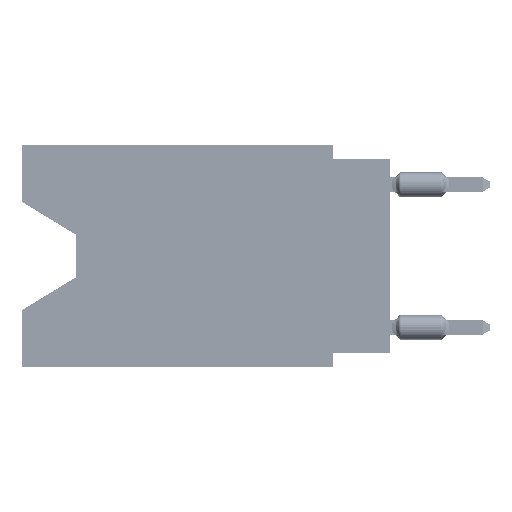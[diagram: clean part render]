
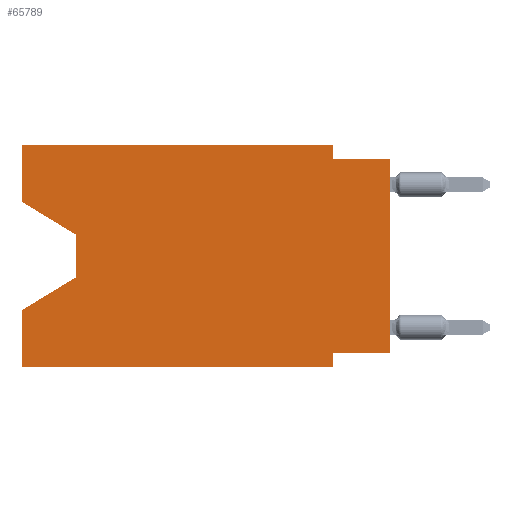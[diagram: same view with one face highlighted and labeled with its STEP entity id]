
A CAD part, left-side view. The second image highlights one B-rep face of the part: STEP entity #65789.
In plain terms, the highlighted planar face has unit normal (-1, 0, 0).
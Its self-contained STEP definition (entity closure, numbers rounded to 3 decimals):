
#255 = EDGE_CURVE ( 'NONE', #53509, #5310, #31803, .T. ) ;
#1370 = DIRECTION ( 'NONE',  ( 0., 0.855, -0.519 ) ) ;
#1414 = CARTESIAN_POINT ( 'NONE',  ( 0., 2.54, 0. ) ) ;
#1632 = CARTESIAN_POINT ( 'NONE',  ( 0., 13.97, -4.013 ) ) ;
#1925 = ORIENTED_EDGE ( 'NONE', *, *, #61522, .F. ) ;
#1991 = VECTOR ( 'NONE', #34524, 1000. ) ;
#4413 = CARTESIAN_POINT ( 'NONE',  ( 0., 0., -9.271 ) ) ;
#4574 = DIRECTION ( 'NONE',  ( 0., 0., 1. ) ) ;
#5310 = VERTEX_POINT ( 'NONE', #53988 ) ;
#5739 = DIRECTION ( 'NONE',  ( 0., -1., 0. ) ) ;
#5982 = VECTOR ( 'NONE', #19104, 1000. ) ;
#7547 = VERTEX_POINT ( 'NONE', #25401 ) ;
#7879 = VECTOR ( 'NONE', #24600, 1000. ) ;
#8228 = LINE ( 'NONE', #23899, #7879 ) ;
#8543 = VECTOR ( 'NONE', #20088, 1000. ) ;
#9317 = CARTESIAN_POINT ( 'NONE',  ( 0., 16.383, 0. ) ) ;
#9346 = CARTESIAN_POINT ( 'NONE',  ( 0., 13.97, -5.893 ) ) ;
#9931 = CARTESIAN_POINT ( 'NONE',  ( 0., 0., 0. ) ) ;
#10147 = EDGE_CURVE ( 'NONE', #7547, #48496, #49480, .T. ) ;
#10439 = LINE ( 'NONE', #48195, #28695 ) ;
#12139 = DIRECTION ( 'NONE',  ( 0., 0., -1. ) ) ;
#12214 = CARTESIAN_POINT ( 'NONE',  ( 0., 16.383, 0. ) ) ;
#12443 = EDGE_CURVE ( 'NONE', #7547, #64161, #10439, .T. ) ;
#12962 = ORIENTED_EDGE ( 'NONE', *, *, #52082, .F. ) ;
#14738 = DIRECTION ( 'NONE',  ( 0., -0.855, -0.519 ) ) ;
#15501 = ORIENTED_EDGE ( 'NONE', *, *, #10147, .F. ) ;
#15569 = VECTOR ( 'NONE', #34424, 1000. ) ;
#16083 = VERTEX_POINT ( 'NONE', #59399 ) ;
#19104 = DIRECTION ( 'NONE',  ( 0., -1., 0. ) ) ;
#20088 = DIRECTION ( 'NONE',  ( 0., 1., 0. ) ) ;
#20422 = CARTESIAN_POINT ( 'NONE',  ( 0., 16.383, -9.906 ) ) ;
#20910 = VECTOR ( 'NONE', #68655, 1000. ) ;
#22478 = ORIENTED_EDGE ( 'NONE', *, *, #68686, .T. ) ;
#22702 = LINE ( 'NONE', #28734, #15569 ) ;
#22887 = CARTESIAN_POINT ( 'NONE',  ( 0., 2.54, -0.635 ) ) ;
#22889 = LINE ( 'NONE', #12214, #66476 ) ;
#23899 = CARTESIAN_POINT ( 'NONE',  ( 0., 13.97, -4.013 ) ) ;
#24600 = DIRECTION ( 'NONE',  ( 0., 0., -1. ) ) ;
#24667 = EDGE_CURVE ( 'NONE', #64161, #56582, #8228, .T. ) ;
#25387 = VERTEX_POINT ( 'NONE', #33955 ) ;
#25401 = CARTESIAN_POINT ( 'NONE',  ( 0., 16.383, -2.546 ) ) ;
#26517 = VERTEX_POINT ( 'NONE', #22887 ) ;
#26633 = LINE ( 'NONE', #9931, #45917 ) ;
#26977 = ORIENTED_EDGE ( 'NONE', *, *, #34208, .F. ) ;
#28323 = VECTOR ( 'NONE', #66936, 1000. ) ;
#28695 = VECTOR ( 'NONE', #14738, 1000. ) ;
#28734 = CARTESIAN_POINT ( 'NONE',  ( 0., 2.54, -9.906 ) ) ;
#31803 = LINE ( 'NONE', #20422, #5982 ) ;
#33955 = CARTESIAN_POINT ( 'NONE',  ( 0., 0., -0.635 ) ) ;
#34063 = EDGE_CURVE ( 'NONE', #53509, #58120, #42250, .T. ) ;
#34208 = EDGE_CURVE ( 'NONE', #48496, #39671, #22889, .T. ) ;
#34424 = DIRECTION ( 'NONE',  ( 0., 0., -1. ) ) ;
#34524 = DIRECTION ( 'NONE',  ( 0., 0., -1. ) ) ;
#35576 = LINE ( 'NONE', #1414, #1991 ) ;
#39122 = EDGE_CURVE ( 'NONE', #16083, #5310, #22702, .T. ) ;
#39187 = DIRECTION ( 'NONE',  ( 1., 0., 0. ) ) ;
#39671 = VERTEX_POINT ( 'NONE', #59161 ) ;
#39889 = ORIENTED_EDGE ( 'NONE', *, *, #39122, .F. ) ;
#40018 = EDGE_CURVE ( 'NONE', #39671, #26517, #35576, .T. ) ;
#40403 = CARTESIAN_POINT ( 'NONE',  ( 0., 16.383, -7.36 ) ) ;
#40995 = ORIENTED_EDGE ( 'NONE', *, *, #255, .T. ) ;
#41477 = VECTOR ( 'NONE', #5739, 1000. ) ;
#42250 = LINE ( 'NONE', #58653, #20910 ) ;
#45917 = VECTOR ( 'NONE', #4574, 1000. ) ;
#47516 = LINE ( 'NONE', #4413, #8543 ) ;
#47555 = EDGE_LOOP ( 'NONE', ( #64222, #68080, #22478, #60505, #40995, #39889, #1925, #64330, #12962, #49215, #26977, #15501 ) ) ;
#48195 = CARTESIAN_POINT ( 'NONE',  ( 0., 16.383, -2.546 ) ) ;
#48496 = VERTEX_POINT ( 'NONE', #9317 ) ;
#49010 = DIRECTION ( 'NONE',  ( 0., -1., 0. ) ) ;
#49215 = ORIENTED_EDGE ( 'NONE', *, *, #40018, .F. ) ;
#49480 = LINE ( 'NONE', #55174, #28323 ) ;
#49542 = PLANE ( 'NONE',  #66961 ) ;
#49564 = EDGE_CURVE ( 'NONE', #64032, #25387, #26633, .T. ) ;
#52082 = EDGE_CURVE ( 'NONE', #26517, #25387, #57764, .T. ) ;
#53415 = VECTOR ( 'NONE', #1370, 1000. ) ;
#53509 = VERTEX_POINT ( 'NONE', #67154 ) ;
#53988 = CARTESIAN_POINT ( 'NONE',  ( 0., 2.54, -9.906 ) ) ;
#55174 = CARTESIAN_POINT ( 'NONE',  ( 0., 16.383, 0. ) ) ;
#56582 = VERTEX_POINT ( 'NONE', #9346 ) ;
#57764 = LINE ( 'NONE', #64530, #41477 ) ;
#58120 = VERTEX_POINT ( 'NONE', #40403 ) ;
#58653 = CARTESIAN_POINT ( 'NONE',  ( 0., 16.383, 0. ) ) ;
#59161 = CARTESIAN_POINT ( 'NONE',  ( 0., 2.54, 0. ) ) ;
#59399 = CARTESIAN_POINT ( 'NONE',  ( 0., 2.54, -9.271 ) ) ;
#60505 = ORIENTED_EDGE ( 'NONE', *, *, #34063, .F. ) ;
#60932 = CARTESIAN_POINT ( 'NONE',  ( 0., 16.383, 0. ) ) ;
#61522 = EDGE_CURVE ( 'NONE', #64032, #16083, #47516, .T. ) ;
#64032 = VERTEX_POINT ( 'NONE', #66120 ) ;
#64161 = VERTEX_POINT ( 'NONE', #1632 ) ;
#64222 = ORIENTED_EDGE ( 'NONE', *, *, #12443, .T. ) ;
#64330 = ORIENTED_EDGE ( 'NONE', *, *, #49564, .T. ) ;
#64530 = CARTESIAN_POINT ( 'NONE',  ( 0., 0., -0.635 ) ) ;
#65789 = ADVANCED_FACE ( 'NONE', ( #66278 ), #49542, .F. ) ;
#65873 = CARTESIAN_POINT ( 'NONE',  ( 0., 13.97, -5.893 ) ) ;
#66120 = CARTESIAN_POINT ( 'NONE',  ( 0., 0., -9.271 ) ) ;
#66214 = LINE ( 'NONE', #65873, #53415 ) ;
#66278 = FACE_OUTER_BOUND ( 'NONE', #47555, .T. ) ;
#66476 = VECTOR ( 'NONE', #49010, 1000. ) ;
#66936 = DIRECTION ( 'NONE',  ( 0., 0., 1. ) ) ;
#66961 = AXIS2_PLACEMENT_3D ( 'NONE', #60932, #39187, #12139 ) ;
#67154 = CARTESIAN_POINT ( 'NONE',  ( 0., 16.383, -9.906 ) ) ;
#68080 = ORIENTED_EDGE ( 'NONE', *, *, #24667, .T. ) ;
#68655 = DIRECTION ( 'NONE',  ( 0., 0., 1. ) ) ;
#68686 = EDGE_CURVE ( 'NONE', #56582, #58120, #66214, .T. ) ;
